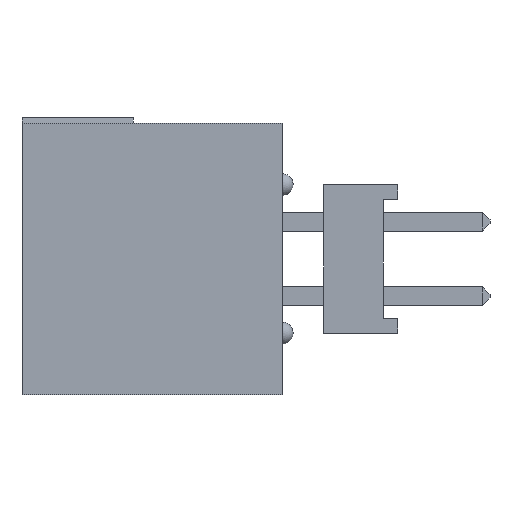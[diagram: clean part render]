
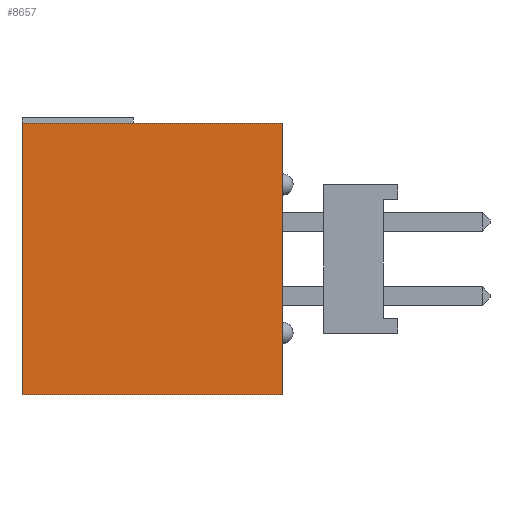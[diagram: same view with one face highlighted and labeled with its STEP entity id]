
A CAD part, left-side view. The second image highlights one B-rep face of the part: STEP entity #8657.
In plain terms, the highlighted planar face has unit normal (-1, 0, 0).
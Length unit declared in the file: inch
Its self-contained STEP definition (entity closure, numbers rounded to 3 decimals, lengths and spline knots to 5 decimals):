
#2121=ORIENTED_EDGE('',*,*,#3490,.T.);
#2122=ORIENTED_EDGE('',*,*,#3461,.F.);
#2123=ORIENTED_EDGE('',*,*,#3491,.F.);
#2124=ORIENTED_EDGE('',*,*,#3487,.T.);
#3461=EDGE_CURVE('',#4221,#4222,#5355,.T.);
#3487=EDGE_CURVE('',#4243,#4242,#5379,.T.);
#3490=EDGE_CURVE('',#4242,#4222,#5382,.T.);
#3491=EDGE_CURVE('',#4243,#4221,#5383,.T.);
#4221=VERTEX_POINT('',#13557);
#4222=VERTEX_POINT('',#13559);
#4242=VERTEX_POINT('',#13611);
#4243=VERTEX_POINT('',#13613);
#5355=LINE('',#13558,#6513);
#5379=LINE('',#13612,#6537);
#5382=LINE('',#13618,#6540);
#5383=LINE('',#13619,#6541);
#6513=VECTOR('',#11193,39.37008);
#6537=VECTOR('',#11235,39.37008);
#6540=VECTOR('',#11240,39.37008);
#6541=VECTOR('',#11241,39.37008);
#7101=EDGE_LOOP('',(#2121,#2122,#2123,#2124));
#7677=FACE_BOUND('',#7101,.T.);
#8186=PLANE('',#9186);
#8657=ADVANCED_FACE('',(#7677),#8186,.F.);
#9186=AXIS2_PLACEMENT_3D('',#13617,#11238,#11239);
#11193=DIRECTION('',(0.,-1.,0.));
#11235=DIRECTION('',(0.,-1.,0.));
#11238=DIRECTION('',(1.,0.,0.));
#11239=DIRECTION('',(0.,0.,-1.));
#11240=DIRECTION('',(0.,0.,1.));
#11241=DIRECTION('',(0.,0.,1.));
#13557=CARTESIAN_POINT('',(-0.475,0.35,0.1825));
#13558=CARTESIAN_POINT('',(-0.475,0.35,0.1825));
#13559=CARTESIAN_POINT('',(-0.475,0.,0.1825));
#13611=CARTESIAN_POINT('',(-0.475,0.,-0.1825));
#13612=CARTESIAN_POINT('',(-0.475,0.35,-0.1825));
#13613=CARTESIAN_POINT('',(-0.475,0.35,-0.1825));
#13617=CARTESIAN_POINT('',(-0.475,0.35,-0.1825));
#13618=CARTESIAN_POINT('',(-0.475,0.,-0.1825));
#13619=CARTESIAN_POINT('',(-0.475,0.35,-0.1825));
